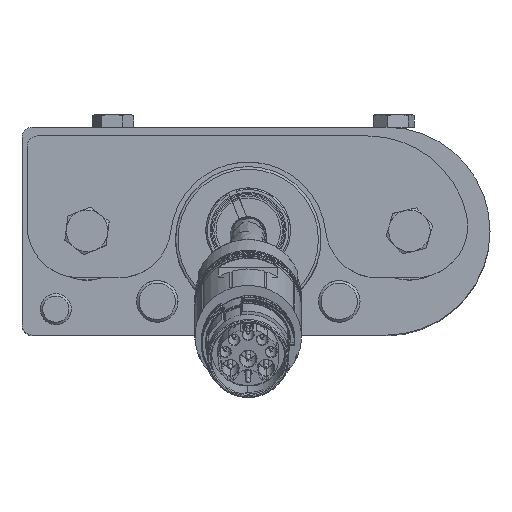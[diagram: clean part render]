
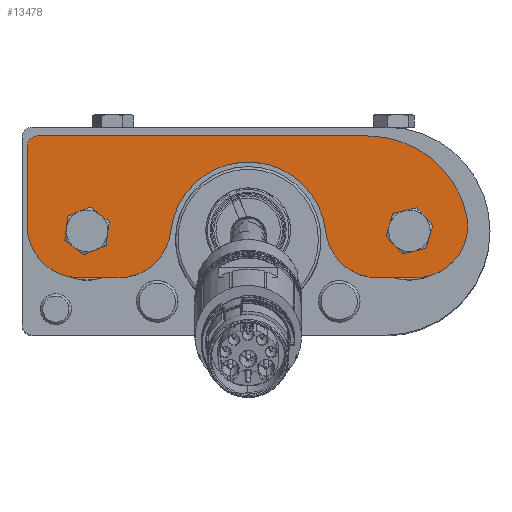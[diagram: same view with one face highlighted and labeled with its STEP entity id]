
A CAD part, top view. The second image highlights one B-rep face of the part: STEP entity #13478.
In plain terms, the highlighted face is planar.
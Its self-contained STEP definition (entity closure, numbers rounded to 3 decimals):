
#977 = ORIENTED_EDGE ( 'NONE', *, *, #37468, .T. ) ;
#1167 = CARTESIAN_POINT ( 'NONE',  ( 24.848, -9., -2.5 ) ) ;
#1386 = CARTESIAN_POINT ( 'NONE',  ( 14.909, -0.1, -2.5 ) ) ;
#1940 = DIRECTION ( 'NONE',  ( 0., 0., -1. ) ) ;
#2989 = DIRECTION ( 'NONE',  ( 1., 0., 0. ) ) ;
#3396 = DIRECTION ( 'NONE',  ( 1., 0., 0. ) ) ;
#6792 = DIRECTION ( 'NONE',  ( 0., 1., 0. ) ) ;
#7400 = VERTEX_POINT ( 'NONE', #18285 ) ;
#8191 = EDGE_LOOP ( 'NONE', ( #977 ) ) ;
#8282 = EDGE_CURVE ( 'NONE', #66893, #83076, #63571, .T. ) ;
#10157 = EDGE_CURVE ( 'NONE', #7400, #58651, #55088, .T. ) ;
#12546 = DIRECTION ( 'NONE',  ( 1., 0., 0. ) ) ;
#13478 = ADVANCED_FACE ( 'NONE', ( #24953, #48856, #16965 ), #84801, .F. ) ;
#14253 = EDGE_CURVE ( 'NONE', #36312, #89190, #57972, .T. ) ;
#14558 = VERTEX_POINT ( 'NONE', #81945 ) ;
#14819 = CIRCLE ( 'NONE', #48277, 19.5 ) ;
#16887 = AXIS2_PLACEMENT_3D ( 'NONE', #74274, #51334, #36907 ) ;
#16965 = FACE_OUTER_BOUND ( 'NONE', #97814, .T. ) ;
#17957 = DIRECTION ( 'NONE',  ( 1., 0., 0. ) ) ;
#18285 = CARTESIAN_POINT ( 'NONE',  ( 42.5, 1., -2.5 ) ) ;
#18581 = CIRCLE ( 'NONE', #24919, 2.75 ) ;
#18751 = CARTESIAN_POINT ( 'NONE',  ( -42.5, -9., -2.5 ) ) ;
#21466 = EDGE_CURVE ( 'NONE', #7400, #84179, #21825, .T. ) ;
#21825 = LINE ( 'NONE', #37804, #48959 ) ;
#22825 = CARTESIAN_POINT ( 'NONE',  ( -42.5, 18.25, -2.5 ) ) ;
#24919 = AXIS2_PLACEMENT_3D ( 'NONE', #33478, #92351, #2989 ) ;
#24953 = FACE_BOUND ( 'NONE', #31603, .T. ) ;
#26833 = DIRECTION ( 'NONE',  ( 0., 0., -1. ) ) ;
#27346 = DIRECTION ( 'NONE',  ( 0., 0., 1. ) ) ;
#30487 = ORIENTED_EDGE ( 'NONE', *, *, #62460, .T. ) ;
#31603 = EDGE_LOOP ( 'NONE', ( #31684 ) ) ;
#31684 = ORIENTED_EDGE ( 'NONE', *, *, #83279, .T. ) ;
#33478 = CARTESIAN_POINT ( 'NONE',  ( 31., 0., -2.5 ) ) ;
#34187 = DIRECTION ( 'NONE',  ( 1., 0., 0. ) ) ;
#34852 = DIRECTION ( 'NONE',  ( 0., 0., -1. ) ) ;
#35227 = DIRECTION ( 'NONE',  ( 0., 0., -1. ) ) ;
#36312 = VERTEX_POINT ( 'NONE', #60212 ) ;
#36605 = EDGE_CURVE ( 'NONE', #66893, #58651, #56624, .T. ) ;
#36620 = VERTEX_POINT ( 'NONE', #95565 ) ;
#36907 = DIRECTION ( 'NONE',  ( 1., 0., 0. ) ) ;
#37468 = EDGE_CURVE ( 'NONE', #14558, #14558, #18581, .T. ) ;
#37639 = CIRCLE ( 'NONE', #16887, 10. ) ;
#37804 = CARTESIAN_POINT ( 'NONE',  ( 42.5, 18.25, -2.5 ) ) ;
#37970 = DIRECTION ( 'NONE',  ( 1., 0., 0. ) ) ;
#40895 = DIRECTION ( 'NONE',  ( 0., 0., 1. ) ) ;
#42254 = DIRECTION ( 'NONE',  ( 1., 0., 0. ) ) ;
#43262 = CARTESIAN_POINT ( 'NONE',  ( -31., 0., -2.5 ) ) ;
#44642 = ORIENTED_EDGE ( 'NONE', *, *, #36605, .F. ) ;
#44982 = CIRCLE ( 'NONE', #60903, 15. ) ;
#45778 = AXIS2_PLACEMENT_3D ( 'NONE', #46883, #40895, #17957 ) ;
#46883 = CARTESIAN_POINT ( 'NONE',  ( 0., 0., -2.5 ) ) ;
#48277 = AXIS2_PLACEMENT_3D ( 'NONE', #51244, #34852, #90158 ) ;
#48856 = FACE_BOUND ( 'NONE', #8191, .T. ) ;
#48959 = VECTOR ( 'NONE', #6792, 1000. ) ;
#50723 = ORIENTED_EDGE ( 'NONE', *, *, #14253, .F. ) ;
#50925 = LINE ( 'NONE', #22825, #75104 ) ;
#51244 = CARTESIAN_POINT ( 'NONE',  ( -23., -1.25, -2.5 ) ) ;
#51334 = DIRECTION ( 'NONE',  ( 0., 0., -1. ) ) ;
#51677 = EDGE_CURVE ( 'NONE', #80872, #75484, #14819, .T. ) ;
#53705 = AXIS2_PLACEMENT_3D ( 'NONE', #87078, #35227, #34187 ) ;
#53862 = CARTESIAN_POINT ( 'NONE',  ( 32.5, 1., -2.5 ) ) ;
#54665 = ORIENTED_EDGE ( 'NONE', *, *, #51677, .T. ) ;
#54987 = ORIENTED_EDGE ( 'NONE', *, *, #56973, .T. ) ;
#55088 = CIRCLE ( 'NONE', #66244, 10. ) ;
#55261 = CIRCLE ( 'NONE', #87125, 2.75 ) ;
#55306 = DIRECTION ( 'NONE',  ( 0., 0., 1. ) ) ;
#56624 = LINE ( 'NONE', #18751, #95341 ) ;
#56973 = EDGE_CURVE ( 'NONE', #65673, #84179, #96778, .T. ) ;
#57972 = LINE ( 'NONE', #73892, #61825 ) ;
#58651 = VERTEX_POINT ( 'NONE', #59012 ) ;
#58848 = AXIS2_PLACEMENT_3D ( 'NONE', #81913, #65003, #65971 ) ;
#59012 = CARTESIAN_POINT ( 'NONE',  ( 32.5, -9., -2.5 ) ) ;
#59955 = CARTESIAN_POINT ( 'NONE',  ( 40.5, 18.25, -2.5 ) ) ;
#60212 = CARTESIAN_POINT ( 'NONE',  ( -32.23, -9., -2.5 ) ) ;
#60903 = AXIS2_PLACEMENT_3D ( 'NONE', #72229, #55306, #3396 ) ;
#61614 = CIRCLE ( 'NONE', #94992, 10. ) ;
#61825 = VECTOR ( 'NONE', #12546, 1000. ) ;
#62460 = EDGE_CURVE ( 'NONE', #83076, #36620, #44982, .T. ) ;
#63571 = CIRCLE ( 'NONE', #58848, 10. ) ;
#64703 = CARTESIAN_POINT ( 'NONE',  ( -32.23, 1., -2.5 ) ) ;
#65003 = DIRECTION ( 'NONE',  ( 0., 0., -1. ) ) ;
#65673 = VERTEX_POINT ( 'NONE', #59955 ) ;
#65971 = DIRECTION ( 'NONE',  ( 1., 0., 0. ) ) ;
#66244 = AXIS2_PLACEMENT_3D ( 'NONE', #53862, #1940, #37970 ) ;
#66893 = VERTEX_POINT ( 'NONE', #1167 ) ;
#72229 = CARTESIAN_POINT ( 'NONE',  ( 0., -1.75, -2.5 ) ) ;
#73047 = ORIENTED_EDGE ( 'NONE', *, *, #10157, .T. ) ;
#73185 = DIRECTION ( 'NONE',  ( 1., 0., 0. ) ) ;
#73892 = CARTESIAN_POINT ( 'NONE',  ( -42.5, -9., -2.5 ) ) ;
#74274 = CARTESIAN_POINT ( 'NONE',  ( -24.848, 1., -2.5 ) ) ;
#74371 = CARTESIAN_POINT ( 'NONE',  ( -24.848, -9., -2.5 ) ) ;
#75104 = VECTOR ( 'NONE', #77160, 1000. ) ;
#75484 = VERTEX_POINT ( 'NONE', #95666 ) ;
#77160 = DIRECTION ( 'NONE',  ( -1., 0., 0. ) ) ;
#78928 = CARTESIAN_POINT ( 'NONE',  ( 42.5, 16.25, -2.5 ) ) ;
#79826 = ORIENTED_EDGE ( 'NONE', *, *, #94669, .F. ) ;
#80872 = VERTEX_POINT ( 'NONE', #98239 ) ;
#81867 = EDGE_CURVE ( 'NONE', #36620, #89190, #37639, .T. ) ;
#81913 = CARTESIAN_POINT ( 'NONE',  ( 24.848, 1., -2.5 ) ) ;
#81945 = CARTESIAN_POINT ( 'NONE',  ( 33.75, 0., -2.5 ) ) ;
#82047 = EDGE_CURVE ( 'NONE', #36312, #80872, #61614, .T. ) ;
#83076 = VERTEX_POINT ( 'NONE', #1386 ) ;
#83279 = EDGE_CURVE ( 'NONE', #94603, #94603, #55261, .T. ) ;
#84079 = ORIENTED_EDGE ( 'NONE', *, *, #81867, .T. ) ;
#84179 = VERTEX_POINT ( 'NONE', #78928 ) ;
#84406 = ORIENTED_EDGE ( 'NONE', *, *, #21466, .F. ) ;
#84801 = PLANE ( 'NONE',  #45778 ) ;
#87078 = CARTESIAN_POINT ( 'NONE',  ( 40.5, 16.25, -2.5 ) ) ;
#87125 = AXIS2_PLACEMENT_3D ( 'NONE', #43262, #27346, #73185 ) ;
#88583 = DIRECTION ( 'NONE',  ( 1., 0., 0. ) ) ;
#89119 = ORIENTED_EDGE ( 'NONE', *, *, #82047, .T. ) ;
#89190 = VERTEX_POINT ( 'NONE', #74371 ) ;
#90158 = DIRECTION ( 'NONE',  ( 1., 0., 0. ) ) ;
#92351 = DIRECTION ( 'NONE',  ( 0., 0., 1. ) ) ;
#93141 = CARTESIAN_POINT ( 'NONE',  ( -28.25, 0., -2.5 ) ) ;
#94603 = VERTEX_POINT ( 'NONE', #93141 ) ;
#94669 = EDGE_CURVE ( 'NONE', #65673, #75484, #50925, .T. ) ;
#94992 = AXIS2_PLACEMENT_3D ( 'NONE', #64703, #26833, #42254 ) ;
#95056 = ORIENTED_EDGE ( 'NONE', *, *, #8282, .T. ) ;
#95341 = VECTOR ( 'NONE', #88583, 1000. ) ;
#95565 = CARTESIAN_POINT ( 'NONE',  ( -14.909, -0.1, -2.5 ) ) ;
#95666 = CARTESIAN_POINT ( 'NONE',  ( -23., 18.25, -2.5 ) ) ;
#96778 = CIRCLE ( 'NONE', #53705, 2. ) ;
#97814 = EDGE_LOOP ( 'NONE', ( #79826, #54987, #84406, #73047, #44642, #95056, #30487, #84079, #50723, #89119, #54665 ) ) ;
#98239 = CARTESIAN_POINT ( 'NONE',  ( -41.945, 3.368, -2.5 ) ) ;
